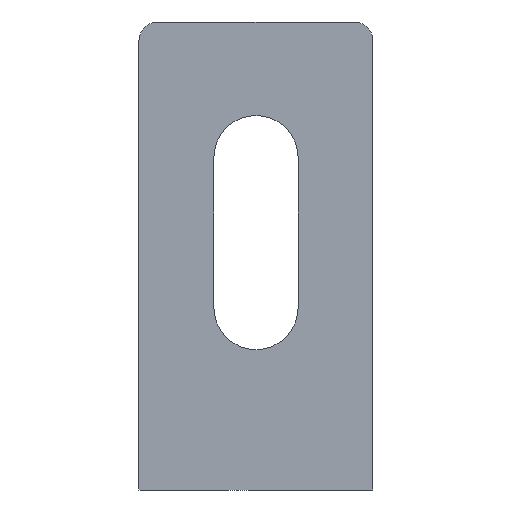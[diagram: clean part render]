
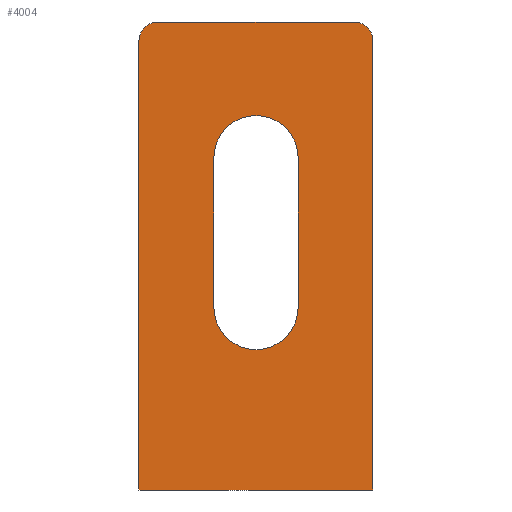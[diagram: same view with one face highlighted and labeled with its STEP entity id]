
A CAD part, left-side view. The second image highlights one B-rep face of the part: STEP entity #4004.
In plain terms, the highlighted planar face has unit normal (-1, 0, 0).
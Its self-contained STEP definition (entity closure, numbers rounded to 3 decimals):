
#244 = DIRECTION ( 'NONE',  ( 0., 0., -1. ) ) ;
#272 = VERTEX_POINT ( 'NONE', #3084 ) ;
#326 = ORIENTED_EDGE ( 'NONE', *, *, #9510, .T. ) ;
#492 = VERTEX_POINT ( 'NONE', #7284 ) ;
#634 = CARTESIAN_POINT ( 'NONE',  ( -3., 12.5, 48. ) ) ;
#645 = AXIS2_PLACEMENT_3D ( 'NONE', #9241, #5467, #5335 ) ;
#848 = VECTOR ( 'NONE', #10096, 1000. ) ;
#1038 = VECTOR ( 'NONE', #5260, 1000. ) ;
#1104 = ORIENTED_EDGE ( 'NONE', *, *, #4613, .F. ) ;
#1159 = CARTESIAN_POINT ( 'NONE',  ( -3., -12.5, 0. ) ) ;
#1213 = LINE ( 'NONE', #2372, #4480 ) ;
#1364 = ORIENTED_EDGE ( 'NONE', *, *, #11579, .T. ) ;
#1484 = FACE_BOUND ( 'NONE', #3427, .T. ) ;
#1548 = VERTEX_POINT ( 'NONE', #11132 ) ;
#2103 = EDGE_CURVE ( 'NONE', #492, #272, #1213, .T. ) ;
#2372 = CARTESIAN_POINT ( 'NONE',  ( -3., 4.5, 35.5 ) ) ;
#2552 = VECTOR ( 'NONE', #12092, 1000. ) ;
#2643 = ORIENTED_EDGE ( 'NONE', *, *, #9827, .F. ) ;
#2713 = FACE_OUTER_BOUND ( 'NONE', #4213, .T. ) ;
#2721 = CIRCLE ( 'NONE', #12178, 2. ) ;
#2779 = AXIS2_PLACEMENT_3D ( 'NONE', #6089, #7130, #244 ) ;
#2875 = CIRCLE ( 'NONE', #8506, 4.5 ) ;
#3084 = CARTESIAN_POINT ( 'NONE',  ( -3., 4.5, 35.5 ) ) ;
#3365 = ORIENTED_EDGE ( 'NONE', *, *, #11893, .T. ) ;
#3427 = EDGE_LOOP ( 'NONE', ( #326, #7098, #7981, #9121 ) ) ;
#3459 = CARTESIAN_POINT ( 'NONE',  ( -3., 12.5, 0. ) ) ;
#3562 = DIRECTION ( 'NONE',  ( -1., 0., 0. ) ) ;
#3607 = ORIENTED_EDGE ( 'NONE', *, *, #8672, .F. ) ;
#4004 = ADVANCED_FACE ( 'NONE', ( #1484, #2713 ), #9533, .T. ) ;
#4093 = LINE ( 'NONE', #3459, #4557 ) ;
#4096 = CARTESIAN_POINT ( 'NONE',  ( -3., -4.5, 35.5 ) ) ;
#4148 = CARTESIAN_POINT ( 'NONE',  ( -3., -4.5, 35.5 ) ) ;
#4213 = EDGE_LOOP ( 'NONE', ( #6732, #3365, #3607, #1364, #1104, #2643 ) ) ;
#4437 = LINE ( 'NONE', #8009, #848 ) ;
#4473 = VERTEX_POINT ( 'NONE', #8296 ) ;
#4480 = VECTOR ( 'NONE', #10358, 1000. ) ;
#4557 = VECTOR ( 'NONE', #8571, 1000. ) ;
#4613 = EDGE_CURVE ( 'NONE', #9577, #4781, #4437, .T. ) ;
#4674 = CARTESIAN_POINT ( 'NONE',  ( -3., 0., 19.5 ) ) ;
#4781 = VERTEX_POINT ( 'NONE', #634 ) ;
#4876 = CARTESIAN_POINT ( 'NONE',  ( -3., -10.5, 50. ) ) ;
#5260 = DIRECTION ( 'NONE',  ( 0., 0., -1. ) ) ;
#5335 = DIRECTION ( 'NONE',  ( 0., 0., 1. ) ) ;
#5368 = LINE ( 'NONE', #1159, #1038 ) ;
#5467 = DIRECTION ( 'NONE',  ( -1., 0., 0. ) ) ;
#5745 = EDGE_CURVE ( 'NONE', #4473, #1548, #5368, .T. ) ;
#5976 = CARTESIAN_POINT ( 'NONE',  ( -3., -12.5, 50. ) ) ;
#6089 = CARTESIAN_POINT ( 'NONE',  ( -3., 0., 35.5 ) ) ;
#6147 = CIRCLE ( 'NONE', #645, 2. ) ;
#6210 = VERTEX_POINT ( 'NONE', #4096 ) ;
#6630 = VECTOR ( 'NONE', #10944, 1000. ) ;
#6732 = ORIENTED_EDGE ( 'NONE', *, *, #5745, .F. ) ;
#7028 = EDGE_CURVE ( 'NONE', #10122, #492, #2875, .T. ) ;
#7098 = ORIENTED_EDGE ( 'NONE', *, *, #11391, .T. ) ;
#7130 = DIRECTION ( 'NONE',  ( 1., 0., 0. ) ) ;
#7147 = VERTEX_POINT ( 'NONE', #4876 ) ;
#7284 = CARTESIAN_POINT ( 'NONE',  ( -3., 4.5, 19.5 ) ) ;
#7583 = DIRECTION ( 'NONE',  ( 0., 0., 1. ) ) ;
#7981 = ORIENTED_EDGE ( 'NONE', *, *, #7028, .T. ) ;
#8009 = CARTESIAN_POINT ( 'NONE',  ( -3., 12.5, 50. ) ) ;
#8167 = LINE ( 'NONE', #4148, #6630 ) ;
#8296 = CARTESIAN_POINT ( 'NONE',  ( -3., -12.5, 48. ) ) ;
#8345 = DIRECTION ( 'NONE',  ( -1., 0., 0. ) ) ;
#8506 = AXIS2_PLACEMENT_3D ( 'NONE', #4674, #11608, #8656 ) ;
#8571 = DIRECTION ( 'NONE',  ( 0., 1., 0. ) ) ;
#8656 = DIRECTION ( 'NONE',  ( 0., 0., -1. ) ) ;
#8672 = EDGE_CURVE ( 'NONE', #11741, #7147, #11232, .T. ) ;
#8990 = CARTESIAN_POINT ( 'NONE',  ( -3., -4.5, 19.5 ) ) ;
#9121 = ORIENTED_EDGE ( 'NONE', *, *, #2103, .T. ) ;
#9241 = CARTESIAN_POINT ( 'NONE',  ( -3., 10.5, 48. ) ) ;
#9510 = EDGE_CURVE ( 'NONE', #272, #6210, #12750, .T. ) ;
#9533 = PLANE ( 'NONE',  #12310 ) ;
#9577 = VERTEX_POINT ( 'NONE', #12029 ) ;
#9827 = EDGE_CURVE ( 'NONE', #1548, #9577, #4093, .T. ) ;
#10096 = DIRECTION ( 'NONE',  ( 0., 0., 1. ) ) ;
#10122 = VERTEX_POINT ( 'NONE', #8990 ) ;
#10358 = DIRECTION ( 'NONE',  ( 0., 0., 1. ) ) ;
#10538 = CARTESIAN_POINT ( 'NONE',  ( -3., 0., 0. ) ) ;
#10944 = DIRECTION ( 'NONE',  ( 0., 0., -1. ) ) ;
#11132 = CARTESIAN_POINT ( 'NONE',  ( -3., -12.5, 0. ) ) ;
#11232 = LINE ( 'NONE', #5976, #2552 ) ;
#11391 = EDGE_CURVE ( 'NONE', #6210, #10122, #8167, .T. ) ;
#11579 = EDGE_CURVE ( 'NONE', #11741, #4781, #6147, .T. ) ;
#11608 = DIRECTION ( 'NONE',  ( 1., 0., 0. ) ) ;
#11741 = VERTEX_POINT ( 'NONE', #12834 ) ;
#11893 = EDGE_CURVE ( 'NONE', #4473, #7147, #2721, .T. ) ;
#12029 = CARTESIAN_POINT ( 'NONE',  ( -3., 12.5, 0. ) ) ;
#12092 = DIRECTION ( 'NONE',  ( 0., -1., 0. ) ) ;
#12178 = AXIS2_PLACEMENT_3D ( 'NONE', #12449, #8345, #12367 ) ;
#12310 = AXIS2_PLACEMENT_3D ( 'NONE', #10538, #3562, #7583 ) ;
#12367 = DIRECTION ( 'NONE',  ( 0., 0., 1. ) ) ;
#12449 = CARTESIAN_POINT ( 'NONE',  ( -3., -10.5, 48. ) ) ;
#12750 = CIRCLE ( 'NONE', #2779, 4.5 ) ;
#12834 = CARTESIAN_POINT ( 'NONE',  ( -3., 10.5, 50. ) ) ;
